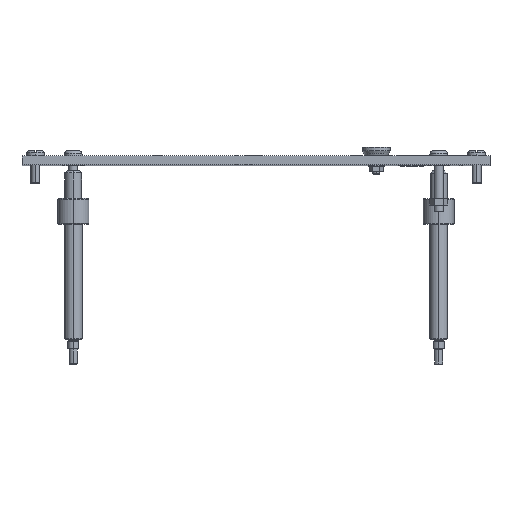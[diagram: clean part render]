
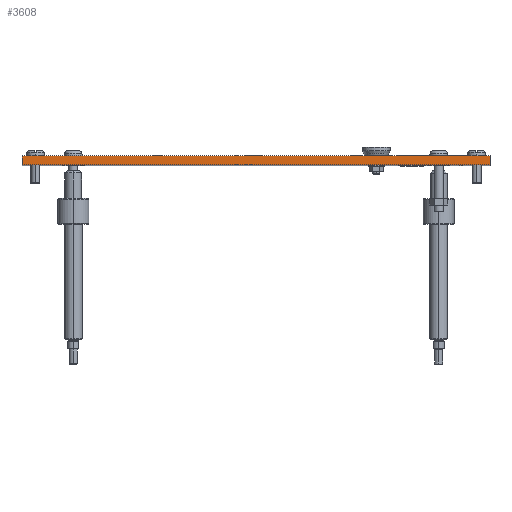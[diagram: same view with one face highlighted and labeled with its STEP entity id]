
A CAD part, top view. The second image highlights one B-rep face of the part: STEP entity #3608.
In plain terms, the highlighted planar face has unit normal (0, 0, 1).
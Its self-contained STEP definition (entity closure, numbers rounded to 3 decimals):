
#1512 = DIRECTION ( 'NONE',  ( -1., 0., 0. ) ) ;
#2482 = AXIS2_PLACEMENT_3D ( 'NONE', #65374, #100222, #1512 ) ;
#3608 = ADVANCED_FACE ( 'NONE', ( #21196 ), #29895, .F. ) ;
#4541 = VECTOR ( 'NONE', #48235, 1000. ) ;
#12238 = CARTESIAN_POINT ( 'NONE',  ( 105., 2., 110. ) ) ;
#14230 = VERTEX_POINT ( 'NONE', #82305 ) ;
#16604 = VECTOR ( 'NONE', #62231, 1000. ) ;
#20225 = CARTESIAN_POINT ( 'NONE',  ( -105., -2., 110. ) ) ;
#21196 = FACE_OUTER_BOUND ( 'NONE', #89218, .T. ) ;
#23231 = LINE ( 'NONE', #12238, #74563 ) ;
#25489 = LINE ( 'NONE', #20225, #70894 ) ;
#27833 = EDGE_CURVE ( 'NONE', #107855, #14230, #25489, .T. ) ;
#29895 = PLANE ( 'NONE',  #2482 ) ;
#34434 = EDGE_CURVE ( 'NONE', #34755, #14230, #23231, .T. ) ;
#34755 = VERTEX_POINT ( 'NONE', #90267 ) ;
#43891 = ORIENTED_EDGE ( 'NONE', *, *, #68042, .F. ) ;
#45892 = CARTESIAN_POINT ( 'NONE',  ( -105., 2., 110. ) ) ;
#48235 = DIRECTION ( 'NONE',  ( 0., -1., 0. ) ) ;
#48814 = DIRECTION ( 'NONE',  ( 0., -1., 0. ) ) ;
#55664 = DIRECTION ( 'NONE',  ( 1., 0., 0. ) ) ;
#57006 = LINE ( 'NONE', #111000, #4541 ) ;
#62231 = DIRECTION ( 'NONE',  ( 1., 0., 0. ) ) ;
#62831 = ORIENTED_EDGE ( 'NONE', *, *, #27833, .T. ) ;
#65374 = CARTESIAN_POINT ( 'NONE',  ( -105., 2., 110. ) ) ;
#68042 = EDGE_CURVE ( 'NONE', #110855, #34755, #90048, .T. ) ;
#70894 = VECTOR ( 'NONE', #55664, 1000. ) ;
#74563 = VECTOR ( 'NONE', #48814, 1000. ) ;
#81928 = ORIENTED_EDGE ( 'NONE', *, *, #34434, .F. ) ;
#82305 = CARTESIAN_POINT ( 'NONE',  ( 105., -2., 110. ) ) ;
#83113 = CARTESIAN_POINT ( 'NONE',  ( -105., 2., 110. ) ) ;
#89218 = EDGE_LOOP ( 'NONE', ( #62831, #81928, #43891, #100528 ) ) ;
#90048 = LINE ( 'NONE', #45892, #16604 ) ;
#90267 = CARTESIAN_POINT ( 'NONE',  ( 105., 2., 110. ) ) ;
#95656 = CARTESIAN_POINT ( 'NONE',  ( -105., -2., 110. ) ) ;
#100222 = DIRECTION ( 'NONE',  ( 0., 0., -1. ) ) ;
#100528 = ORIENTED_EDGE ( 'NONE', *, *, #103112, .T. ) ;
#103112 = EDGE_CURVE ( 'NONE', #110855, #107855, #57006, .T. ) ;
#107855 = VERTEX_POINT ( 'NONE', #95656 ) ;
#110855 = VERTEX_POINT ( 'NONE', #83113 ) ;
#111000 = CARTESIAN_POINT ( 'NONE',  ( -105., 2., 110. ) ) ;
